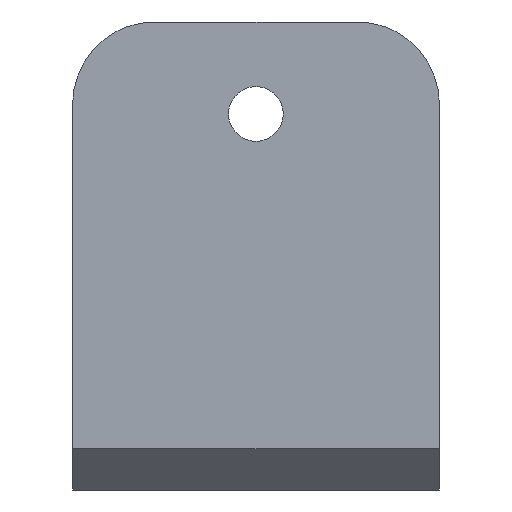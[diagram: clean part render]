
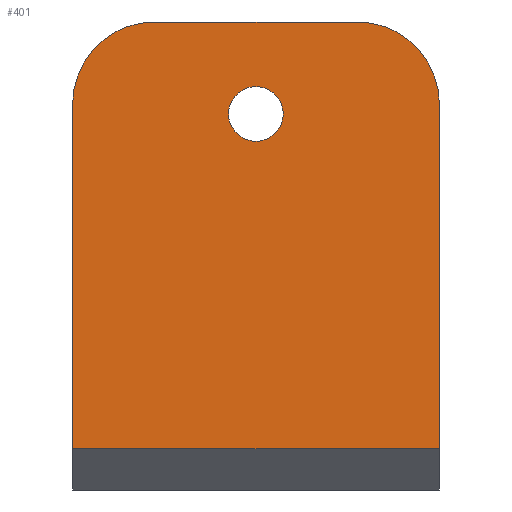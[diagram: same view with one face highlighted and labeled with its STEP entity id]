
A CAD part, front view. The second image highlights one B-rep face of the part: STEP entity #401.
In plain terms, the highlighted planar face has unit normal (0, -1, 0).
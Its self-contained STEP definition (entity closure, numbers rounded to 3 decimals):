
#18=FACE_BOUND('',#64,.T.);
#23=PLANE('',#449);
#39=FACE_OUTER_BOUND('',#63,.T.);
#63=EDGE_LOOP('',(#315,#316,#317,#318,#319,#320));
#64=EDGE_LOOP('',(#321));
#83=LINE('',#595,#126);
#92=LINE('',#625,#135);
#93=LINE('',#630,#136);
#98=LINE('',#647,#141);
#126=VECTOR('',#479,10.);
#135=VECTOR('',#506,10.);
#136=VECTOR('',#511,10.);
#141=VECTOR('',#526,10.);
#166=CIRCLE('',#432,3.);
#169=CIRCLE('',#438,3.);
#178=CIRCLE('',#450,1.);
#181=VERTEX_POINT('',#585);
#182=VERTEX_POINT('',#587);
#184=VERTEX_POINT('',#593);
#189=VERTEX_POINT('',#607);
#196=VERTEX_POINT('',#623);
#198=VERTEX_POINT('',#629);
#206=VERTEX_POINT('',#648);
#219=EDGE_CURVE('',#181,#182,#166,.T.);
#223=EDGE_CURVE('',#181,#184,#83,.T.);
#229=EDGE_CURVE('',#189,#184,#169,.T.);
#238=EDGE_CURVE('',#189,#196,#92,.F.);
#240=EDGE_CURVE('',#182,#198,#93,.T.);
#249=EDGE_CURVE('',#198,#196,#98,.T.);
#250=EDGE_CURVE('',#206,#206,#178,.T.);
#315=ORIENTED_EDGE('',*,*,#219,.F.);
#316=ORIENTED_EDGE('',*,*,#223,.T.);
#317=ORIENTED_EDGE('',*,*,#229,.F.);
#318=ORIENTED_EDGE('',*,*,#238,.T.);
#319=ORIENTED_EDGE('',*,*,#249,.F.);
#320=ORIENTED_EDGE('',*,*,#240,.F.);
#321=ORIENTED_EDGE('',*,*,#250,.T.);
#401=ADVANCED_FACE('',(#39,#18),#23,.F.);
#432=AXIS2_PLACEMENT_3D('',#588,#472,#473);
#438=AXIS2_PLACEMENT_3D('',#608,#491,#492);
#449=AXIS2_PLACEMENT_3D('',#646,#524,#525);
#450=AXIS2_PLACEMENT_3D('',#649,#527,#528);
#472=DIRECTION('center_axis',(0.,1.,0.));
#473=DIRECTION('ref_axis',(0.707,0.,0.707));
#479=DIRECTION('',(-1.,0.,0.));
#491=DIRECTION('center_axis',(0.,1.,0.));
#492=DIRECTION('ref_axis',(-0.707,0.,0.707));
#506=DIRECTION('',(0.,0.,1.));
#511=DIRECTION('',(0.,0.,-1.));
#524=DIRECTION('center_axis',(0.,1.,0.));
#525=DIRECTION('ref_axis',(0.,0.,
-1.));
#526=DIRECTION('',(-1.,0.,0.));
#527=DIRECTION('center_axis',(0.,1.,0.));
#528=DIRECTION('ref_axis',(-1.,0.,0.));
#585=CARTESIAN_POINT('',(3.7,110.164,77.71));
#587=CARTESIAN_POINT('',(6.7,110.164,74.71));
#588=CARTESIAN_POINT('Origin',(3.7,110.164,74.71));
#593=CARTESIAN_POINT('',(-3.7,110.164,77.71));
#595=CARTESIAN_POINT('',(-5.198,110.164,77.71));
#607=CARTESIAN_POINT('',(-6.7,110.164,74.71));
#608=CARTESIAN_POINT('Origin',(-3.7,110.164,74.71));
#623=CARTESIAN_POINT('',(-6.7,110.164,62.111));
#625=CARTESIAN_POINT('',(-6.7,110.164,65.383));
#629=CARTESIAN_POINT('',(6.7,110.164,62.111));
#630=CARTESIAN_POINT('',(6.7,110.164,67.981));
#646=CARTESIAN_POINT('Origin',(6.798,110.164,64.611));
#647=CARTESIAN_POINT('',(-0.164,110.164,62.111));
#648=CARTESIAN_POINT('',(0.998,110.164,74.35));
#649=CARTESIAN_POINT('Origin',(-0.002,110.164,74.35));
